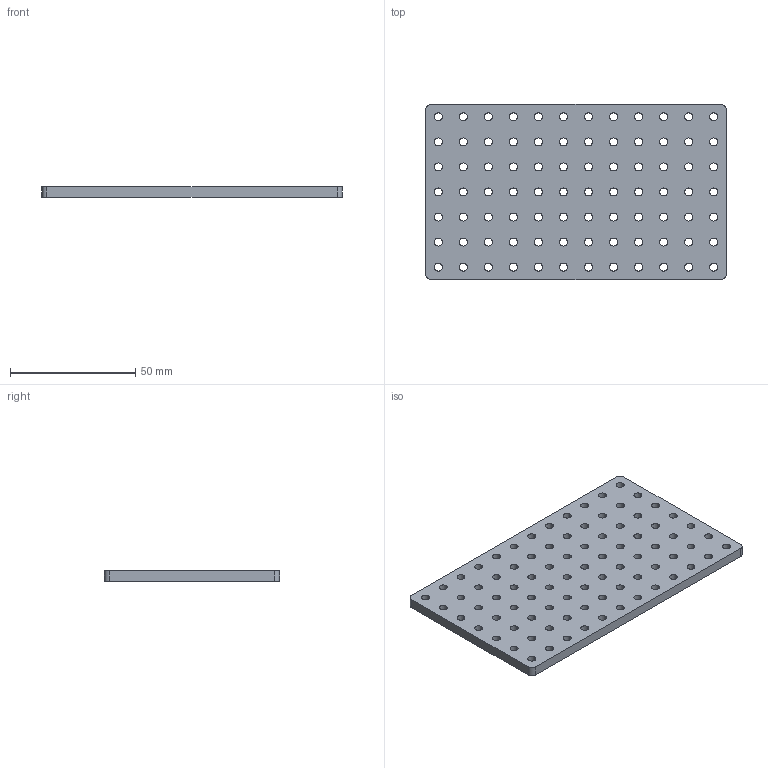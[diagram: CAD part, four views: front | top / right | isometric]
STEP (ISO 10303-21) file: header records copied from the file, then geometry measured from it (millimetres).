
FILE_DESCRIPTION (( 'STEP AP214' ), '1' );
FILE_NAME ('Transparent board 70x120.STEP', '2022-02-11T14:16:24', ( '' ), ( '' ), 'SwSTEP 2.0', 'SolidWorks 2016', '' );
FILE_SCHEMA (( 'AUTOMOTIVE_DESIGN' ));
Length unit declared in the file: millimetre
Products named in the file (2): Transparent board 70x120
Bounding box: 120 x 70 x 4 mm (x, y, z)
Volume: 30884 mm3; surface area: 20326.1 mm2
Topology: 1 solids, 1 shells, 178 faces, 528 edges, 352 vertices
Faces by surface type: cylinder 172, plane 6
Entity records: 6561 total; most frequent: DIRECTION 1232, CARTESIAN_POINT 1060, ORIENTED_EDGE 1056, EDGE_CURVE 528, AXIS2_PLACEMENT_3D 524, VERTEX_POINT 352, EDGE_LOOP 346, CIRCLE 344
